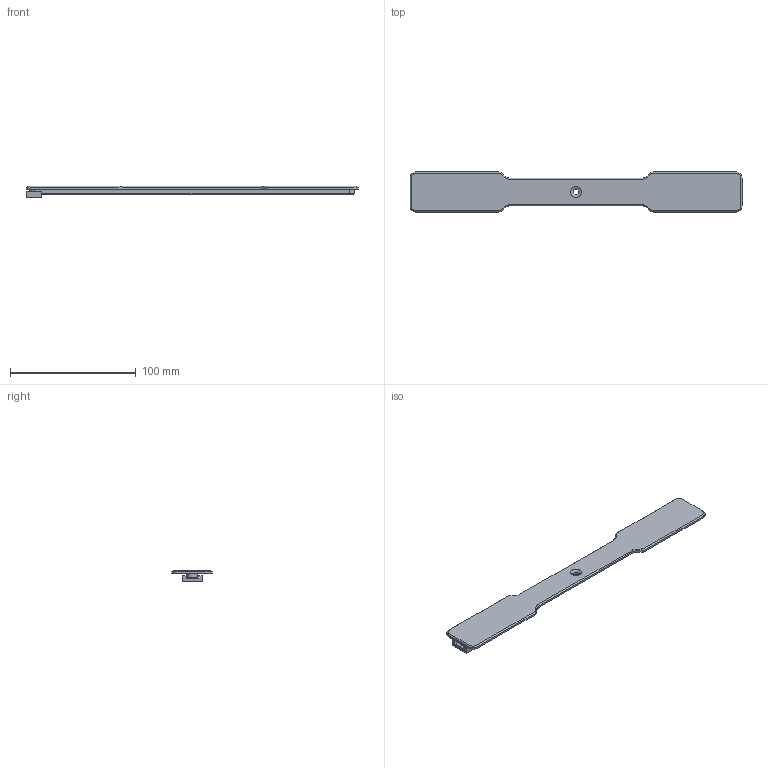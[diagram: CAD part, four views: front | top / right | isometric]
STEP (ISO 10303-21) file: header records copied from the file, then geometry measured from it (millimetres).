
FILE_DESCRIPTION(/* description */ (''),/* implementation_level */ '2;1');
FILE_NAME(/* name */ 'Feed Slot v6.step',/* time_stamp */ '2021-09-22T10:12:34-05:00',/* author */ (''),/* organization */ (''),/* preprocessor_version */ 'ST-DEVELOPER v18.1',/* originating_system */ 'Autodesk Translation Framework v10.10.0.1391',/* authorisation */ '');
FILE_SCHEMA (('AUTOMOTIVE_DESIGN { 1 0 10303 214 3 1 1 }'));
Length unit declared in the file: millimetre
Products named in the file (3): Feed Slot; Component2; Component3
Assembly tree (2 placements, depth 2):
  Feed Slot
    Component2
    Component3
Bounding box: 264 x 32.2 x 9.31 mm (x, y, z)
Volume: 26061.1 mm3; surface area: 18555.3 mm2
Topology: 2 solids, 2 shells, 77 faces, 181 edges, 111 vertices
Faces by surface type: plane 43, cylinder 18, cone 14, torus 2
Full cylindrical faces by diameter (mm): 4.6 x1, 4.7 x3
Entity records: 2287 total; most frequent: DIRECTION 402, CARTESIAN_POINT 375, ORIENTED_EDGE 362, EDGE_CURVE 181, AXIS2_PLACEMENT_3D 138, LINE 126, VECTOR 126, VERTEX_POINT 111
